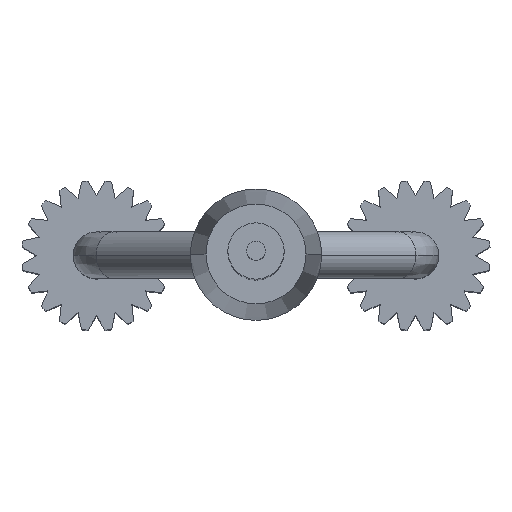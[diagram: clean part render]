
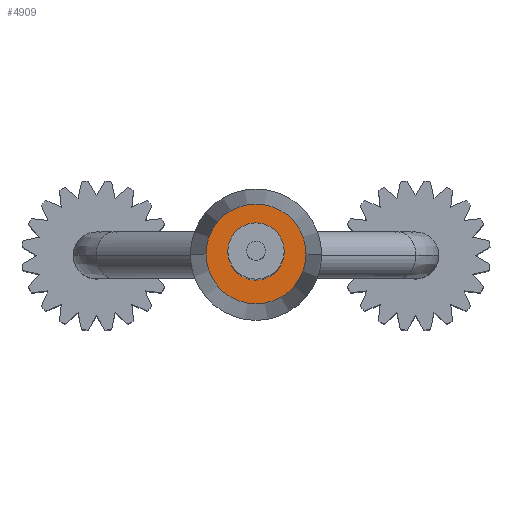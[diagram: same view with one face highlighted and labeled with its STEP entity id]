
A CAD part, top view. The second image highlights one B-rep face of the part: STEP entity #4909.
In plain terms, the highlighted planar face has unit normal (0, 0, 1).
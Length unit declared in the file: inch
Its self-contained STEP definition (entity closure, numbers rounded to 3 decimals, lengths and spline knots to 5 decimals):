
#83 = EDGE_CURVE ( 'NONE', #4762, #4462, #2529, .T. ) ;
#181 = EDGE_LOOP ( 'NONE', ( #505, #4823 ) ) ;
#487 = CIRCLE ( 'NONE', #839, 0.01772 ) ;
#505 = ORIENTED_EDGE ( 'NONE', *, *, #5154, .T. ) ;
#565 = FACE_OUTER_BOUND ( 'NONE', #181, .T. ) ;
#633 = DIRECTION ( 'NONE',  ( 1., 0., 0. ) ) ;
#726 = DIRECTION ( 'NONE',  ( -1., 0., 0. ) ) ;
#839 = AXIS2_PLACEMENT_3D ( 'NONE', #4394, #1367, #1062 ) ;
#890 = DIRECTION ( 'NONE',  ( -1., 0., 0. ) ) ;
#1062 = DIRECTION ( 'NONE',  ( 1., 0., 0. ) ) ;
#1166 = CARTESIAN_POINT ( 'NONE',  ( 0., 0., -0.19685 ) ) ;
#1200 = CARTESIAN_POINT ( 'NONE',  ( -0.0524, 0., -0.19685 ) ) ;
#1240 = CIRCLE ( 'NONE', #2665, 0.0524 ) ;
#1367 = DIRECTION ( 'NONE',  ( 0., 0., -1. ) ) ;
#1407 = CARTESIAN_POINT ( 'NONE',  ( 0.0524, 0., -0.19685 ) ) ;
#1583 = DIRECTION ( 'NONE',  ( 0., 0., -1. ) ) ;
#1863 = ORIENTED_EDGE ( 'NONE', *, *, #3777, .T. ) ;
#2060 = EDGE_CURVE ( 'NONE', #5146, #4525, #1240, .T. ) ;
#2317 = FACE_BOUND ( 'NONE', #2688, .T. ) ;
#2529 = CIRCLE ( 'NONE', #3632, 0.01772 ) ;
#2582 = CARTESIAN_POINT ( 'NONE',  ( 0.01772, 0., -0.19685 ) ) ;
#2601 = CIRCLE ( 'NONE', #4167, 0.0524 ) ;
#2665 = AXIS2_PLACEMENT_3D ( 'NONE', #1166, #1583, #726 ) ;
#2688 = EDGE_LOOP ( 'NONE', ( #5571, #1863 ) ) ;
#2712 = CARTESIAN_POINT ( 'NONE',  ( 0., 0., -0.19685 ) ) ;
#2742 = DIRECTION ( 'NONE',  ( 0., 0., 1. ) ) ;
#3254 = AXIS2_PLACEMENT_3D ( 'NONE', #2712, #2742, #3669 ) ;
#3515 = CARTESIAN_POINT ( 'NONE',  ( 0., 0., -0.19685 ) ) ;
#3632 = AXIS2_PLACEMENT_3D ( 'NONE', #4972, #3682, #633 ) ;
#3669 = DIRECTION ( 'NONE',  ( 1., 0., 0. ) ) ;
#3682 = DIRECTION ( 'NONE',  ( 0., 0., 1. ) ) ;
#3777 = EDGE_CURVE ( 'NONE', #4762, #4462, #487, .T. ) ;
#4167 = AXIS2_PLACEMENT_3D ( 'NONE', #3515, #4784, #890 ) ;
#4394 = CARTESIAN_POINT ( 'NONE',  ( 0., 0., -0.19685 ) ) ;
#4462 = VERTEX_POINT ( 'NONE', #2582 ) ;
#4525 = VERTEX_POINT ( 'NONE', #1407 ) ;
#4762 = VERTEX_POINT ( 'NONE', #4821 ) ;
#4784 = DIRECTION ( 'NONE',  ( 0., 0., 1. ) ) ;
#4821 = CARTESIAN_POINT ( 'NONE',  ( -0.01772, 0., -0.19685 ) ) ;
#4823 = ORIENTED_EDGE ( 'NONE', *, *, #2060, .F. ) ;
#4909 = ADVANCED_FACE ( 'NONE', ( #2317, #565 ), #4931, .T. ) ;
#4931 = PLANE ( 'NONE',  #3254 ) ;
#4972 = CARTESIAN_POINT ( 'NONE',  ( 0., 0., -0.19685 ) ) ;
#5146 = VERTEX_POINT ( 'NONE', #1200 ) ;
#5154 = EDGE_CURVE ( 'NONE', #5146, #4525, #2601, .T. ) ;
#5571 = ORIENTED_EDGE ( 'NONE', *, *, #83, .F. ) ;
